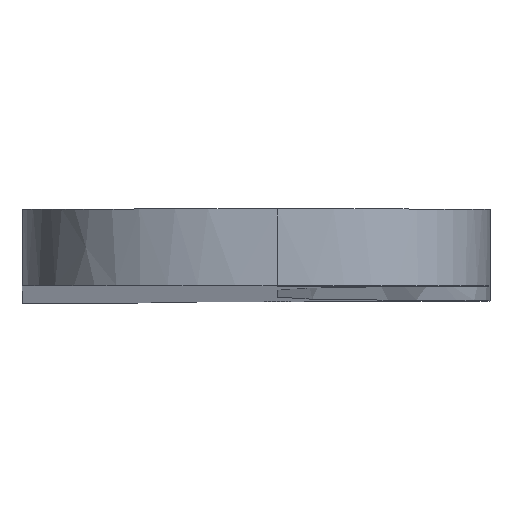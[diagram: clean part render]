
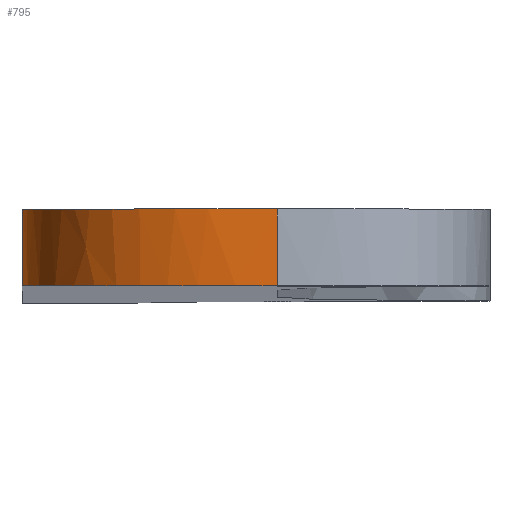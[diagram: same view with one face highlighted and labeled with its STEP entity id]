
A CAD part, top view. The second image highlights one B-rep face of the part: STEP entity #795.
In plain terms, the highlighted face is a extrusion surface.
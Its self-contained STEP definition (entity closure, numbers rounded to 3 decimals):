
#153 = VERTEX_POINT('',#154);
#154 = CARTESIAN_POINT('',(-60.,0.,2299.));
#160 = EDGE_CURVE('',#161,#153,#163,.T.);
#161 = VERTEX_POINT('',#162);
#162 = CARTESIAN_POINT('',(0.,0.,2360.));
#163 = B_SPLINE_CURVE_WITH_KNOTS('',7,(#164,#165,#166,#167,#168,#169,
    #170,#171,#172,#173,#174,#175,#176,#177,#178,#179,#180,#181,#182,
    #183,#184,#185,#186,#187,#188,#189,#190,#191,#192,#193,#194,#195,
    #196,#197,#198,#199,#200,#201,#202,#203,#204,#205,#206,#207),
  .UNSPECIFIED.,.F.,.F.,(8,6,6,6,6,6,6,8),(0.,0.244,
    0.335,0.49,0.596,0.648,
    0.741,1.),.UNSPECIFIED.);
#164 = CARTESIAN_POINT('',(0.,0.,2360.));
#165 = CARTESIAN_POINT('',(-3.422,0.,2360.)
  );
#166 = CARTESIAN_POINT('',(-6.843,0.,
    2359.884));
#167 = CARTESIAN_POINT('',(-10.26,0.,
    2359.639));
#168 = CARTESIAN_POINT('',(-13.666,0.,
    2359.248));
#169 = CARTESIAN_POINT('',(-17.05,0.,
    2358.691));
#170 = CARTESIAN_POINT('',(-20.396,0.,
    2357.947));
#171 = CARTESIAN_POINT('',(-24.905,0.,
    2356.639));
#172 = CARTESIAN_POINT('',(-26.118,0.,
    2356.256));
#173 = CARTESIAN_POINT('',(-27.321,0.,
    2355.843));
#174 = CARTESIAN_POINT('',(-28.514,0.,
    2355.398));
#175 = CARTESIAN_POINT('',(-29.694,0.,
    2354.922));
#176 = CARTESIAN_POINT('',(-30.86,0.,
    2354.413));
#177 = CARTESIAN_POINT('',(-33.983,0.,
    2352.939));
#178 = CARTESIAN_POINT('',(-35.91,0.,
    2351.91));
#179 = CARTESIAN_POINT('',(-37.781,0.,
    2350.777));
#180 = CARTESIAN_POINT('',(-39.586,0.,
    2349.542));
#181 = CARTESIAN_POINT('',(-41.316,0.,
    2348.203));
#182 = CARTESIAN_POINT('',(-42.962,0.,
    2346.765));
#183 = CARTESIAN_POINT('',(-45.58,0.,
    2344.186));
#184 = CARTESIAN_POINT('',(-46.602,0.,
    2343.095));
#185 = CARTESIAN_POINT('',(-47.578,0.,
    2341.963));
#186 = CARTESIAN_POINT('',(-48.508,0.,
    2340.792));
#187 = CARTESIAN_POINT('',(-49.391,0.,
    2339.586));
#188 = CARTESIAN_POINT('',(-50.226,0.,
    2338.347));
#189 = CARTESIAN_POINT('',(-51.398,0.,
    2336.46));
#190 = CARTESIAN_POINT('',(-51.77,0.,
    2335.835));
#191 = CARTESIAN_POINT('',(-52.132,0.,
    2335.203));
#192 = CARTESIAN_POINT('',(-52.482,0.,
    2334.565));
#193 = CARTESIAN_POINT('',(-52.821,0.,
    2333.921));
#194 = CARTESIAN_POINT('',(-53.149,0.,
    2333.272));
#195 = CARTESIAN_POINT('',(-54.034,0.,
    2331.444));
#196 = CARTESIAN_POINT('',(-54.567,0.,
    2330.255));
#197 = CARTESIAN_POINT('',(-55.067,0.,
    2329.05));
#198 = CARTESIAN_POINT('',(-55.533,0.,
    2327.832));
#199 = CARTESIAN_POINT('',(-55.967,0.,
    2326.603));
#200 = CARTESIAN_POINT('',(-56.37,0.,
    2325.363));
#201 = CARTESIAN_POINT('',(-57.782,0.,
    2320.635));
#202 = CARTESIAN_POINT('',(-58.59,0.,
    2317.089));
#203 = CARTESIAN_POINT('',(-59.191,0.,
    2313.5));
#204 = CARTESIAN_POINT('',(-59.613,0.,
    2309.886));
#205 = CARTESIAN_POINT('',(-59.876,0.,
    2306.26));
#206 = CARTESIAN_POINT('',(-60.,0.,2302.631));
#207 = CARTESIAN_POINT('',(-60.,0.,2299.));
#748 = EDGE_CURVE('',#749,#153,#751,.T.);
#749 = VERTEX_POINT('',#750);
#750 = CARTESIAN_POINT('',(-60.,-18.,2299.));
#751 = LINE('',#752,#753);
#752 = CARTESIAN_POINT('',(-60.,-18.,2299.));
#753 = VECTOR('',#754,1.);
#754 = DIRECTION('',(0.,1.,0.));
#795 = ADVANCED_FACE('',(#796),#814,.F.);
#796 = FACE_BOUND('',#797,.F.);
#797 = EDGE_LOOP('',(#798,#806,#807,#808));
#798 = ORIENTED_EDGE('',*,*,#799,.F.);
#799 = EDGE_CURVE('',#749,#800,#802,.T.);
#800 = VERTEX_POINT('',#801);
#801 = CARTESIAN_POINT('',(0.,-18.,2360.));
#802 = B_SPLINE_CURVE_WITH_KNOTS('',2,(#803,#804,#805),.UNSPECIFIED.,.F.
  ,.F.,(3,3),(0.,1.),.PIECEWISE_BEZIER_KNOTS.);
#803 = CARTESIAN_POINT('',(-60.,-18.,2299.));
#804 = CARTESIAN_POINT('',(-60.,-18.,2360.));
#805 = CARTESIAN_POINT('',(0.,-18.,2360.));
#806 = ORIENTED_EDGE('',*,*,#748,.T.);
#807 = ORIENTED_EDGE('',*,*,#160,.F.);
#808 = ORIENTED_EDGE('',*,*,#809,.F.);
#809 = EDGE_CURVE('',#800,#161,#810,.T.);
#810 = LINE('',#811,#812);
#811 = CARTESIAN_POINT('',(0.,-18.,2360.));
#812 = VECTOR('',#813,1.);
#813 = DIRECTION('',(0.,1.,0.));
#814 = SURFACE_OF_LINEAR_EXTRUSION('',#815,#819);
#815 = B_SPLINE_CURVE_WITH_KNOTS('',2,(#816,#817,#818),.UNSPECIFIED.,.F.
  ,.F.,(3,3),(0.,1.),.PIECEWISE_BEZIER_KNOTS.);
#816 = CARTESIAN_POINT('',(-60.,-18.,2299.));
#817 = CARTESIAN_POINT('',(-60.,-18.,2360.));
#818 = CARTESIAN_POINT('',(0.,-18.,2360.));
#819 = VECTOR('',#820,1.);
#820 = DIRECTION('',(0.,-1.,0.));
